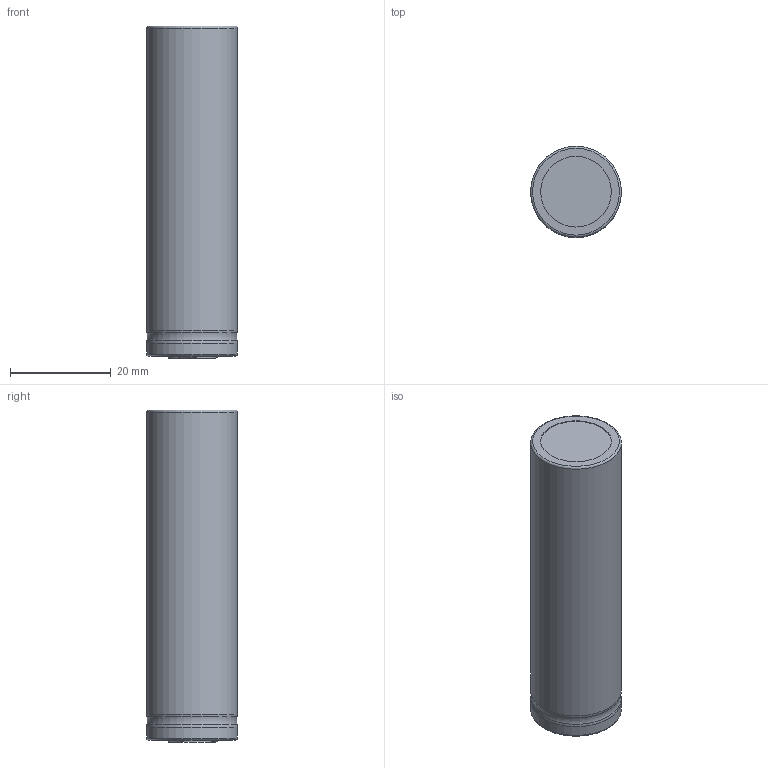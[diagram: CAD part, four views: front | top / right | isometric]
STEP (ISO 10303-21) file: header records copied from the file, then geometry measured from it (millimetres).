
FILE_DESCRIPTION(/* description */ (''),/* implementation_level */ '2;1');
FILE_NAME(/* name */ 'z_18650 v3.step',/* time_stamp */ '2022-03-01T18:36:59-08:00',/* author */ (''),/* organization */ (''),/* preprocessor_version */ 'ST-DEVELOPER v18.1',/* originating_system */ 'Autodesk Translation Framework v10.13.0.1454',/* authorisation */ '');
FILE_SCHEMA (('AUTOMOTIVE_DESIGN { 1 0 10303 214 3 1 1 }'));
Length unit declared in the file: millimetre
Products named in the file (1): z_18650
Bounding box: 18 x 18 x 65.78 mm (x, y, z)
Volume: 16533.4 mm3; surface area: 4411 mm2
Topology: 1 solids, 1 shells, 41 faces, 111 edges, 74 vertices
Faces by surface type: cylinder 20, plane 13, torus 8
Full cylindrical faces by diameter (mm): 11 x1, 14 x1, 14.65 x1, 18 x2
Entity records: 1481 total; most frequent: CARTESIAN_POINT 323, DIRECTION 253, ORIENTED_EDGE 222, EDGE_CURVE 111, AXIS2_PLACEMENT_3D 106, VERTEX_POINT 74, CIRCLE 64, EDGE_LOOP 47
